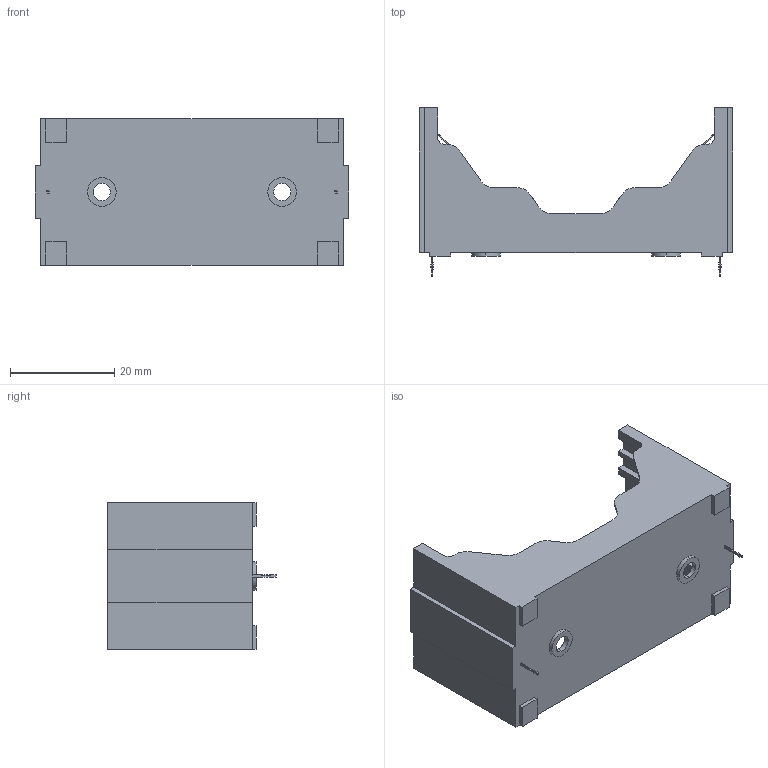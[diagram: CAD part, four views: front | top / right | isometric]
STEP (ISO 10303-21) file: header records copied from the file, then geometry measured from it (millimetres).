
FILE_DESCRIPTION (( 'STEP AP214' ), '1' );
FILE_NAME ('BHC-2.STEP', '2019-12-05T18:56:57', ( '' ), ( '' ), 'SwSTEP 2.0', 'SolidWorks 2016', '' );
FILE_SCHEMA (( 'AUTOMOTIVE_DESIGN' ));
Length unit declared in the file: millimetre
Products named in the file (1): BHC-2
Bounding box: 60.07 x 32.26 x 28.07 mm (x, y, z)
Volume: 7074.9 mm3; surface area: 10955 mm2
Topology: 3 solids, 3 shells, 252 faces, 700 edges, 456 vertices
Faces by surface type: plane 182, cylinder 62, bspline 8
Entity records: 8212 total; most frequent: CARTESIAN_POINT 1593, ORIENTED_EDGE 1400, DIRECTION 1334, EDGE_CURVE 700, LINE 540, VECTOR 540, VERTEX_POINT 456, AXIS2_PLACEMENT_3D 397
